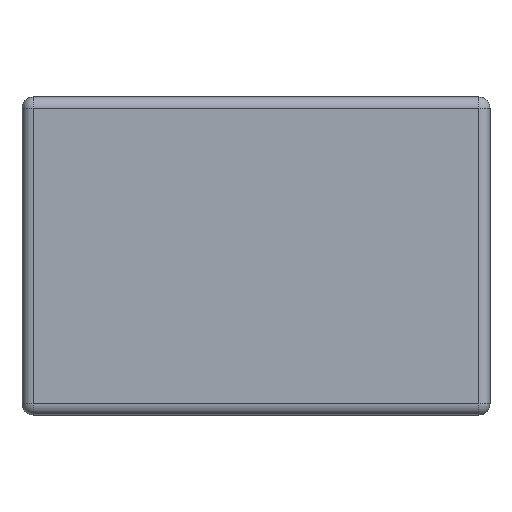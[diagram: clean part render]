
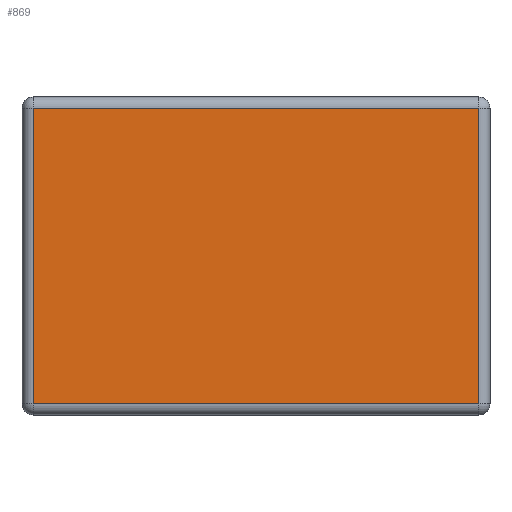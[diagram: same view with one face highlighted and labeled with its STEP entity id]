
A CAD part, left-side view. The second image highlights one B-rep face of the part: STEP entity #869.
In plain terms, the highlighted planar face has unit normal (-1, 0, 0).
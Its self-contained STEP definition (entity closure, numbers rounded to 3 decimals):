
#123=FACE_OUTER_BOUND('',#189,.T.);
#189=EDGE_LOOP('',(#613,#614,#615,#616));
#261=LINE('',#1395,#337);
#262=LINE('',#1397,#338);
#263=LINE('',#1399,#339);
#264=LINE('',#1400,#340);
#337=VECTOR('',#1087,1000.);
#338=VECTOR('',#1088,1000.);
#339=VECTOR('',#1089,1000.);
#340=VECTOR('',#1090,1000.);
#409=VERTEX_POINT('',#1393);
#410=VERTEX_POINT('',#1394);
#411=VERTEX_POINT('',#1396);
#412=VERTEX_POINT('',#1398);
#477=EDGE_CURVE('',#409,#410,#261,.T.);
#478=EDGE_CURVE('',#410,#411,#262,.T.);
#479=EDGE_CURVE('',#411,#412,#263,.T.);
#480=EDGE_CURVE('',#412,#409,#264,.T.);
#613=ORIENTED_EDGE('',*,*,#477,.T.);
#614=ORIENTED_EDGE('',*,*,#478,.T.);
#615=ORIENTED_EDGE('',*,*,#479,.T.);
#616=ORIENTED_EDGE('',*,*,#480,.T.);
#843=PLANE('',#951);
#869=ADVANCED_FACE('',(#123),#843,.T.);
#951=AXIS2_PLACEMENT_3D('',#1392,#1085,#1086);
#1085=DIRECTION('center_axis',(-1.,0.,0.));
#1086=DIRECTION('ref_axis',(0.,0.,1.));
#1087=DIRECTION('',(0.,0.,1.));
#1088=DIRECTION('',(0.,1.,0.));
#1089=DIRECTION('',(0.,0.,-1.));
#1090=DIRECTION('',(0.,-1.,0.));
#1392=CARTESIAN_POINT('Origin',(-1.,-0.625,-0.03));
#1393=CARTESIAN_POINT('',(-1.,-0.595,0.));
#1394=CARTESIAN_POINT('',(-1.,-0.595,0.79));
#1395=CARTESIAN_POINT('',(-1.,-0.595,-0.03));
#1396=CARTESIAN_POINT('',(-1.,0.595,0.79));
#1397=CARTESIAN_POINT('',(-1.,-0.625,0.79));
#1398=CARTESIAN_POINT('',(-1.,0.595,0.));
#1399=CARTESIAN_POINT('',(-1.,0.595,-0.03));
#1400=CARTESIAN_POINT('',(-1.,-0.625,0.));
